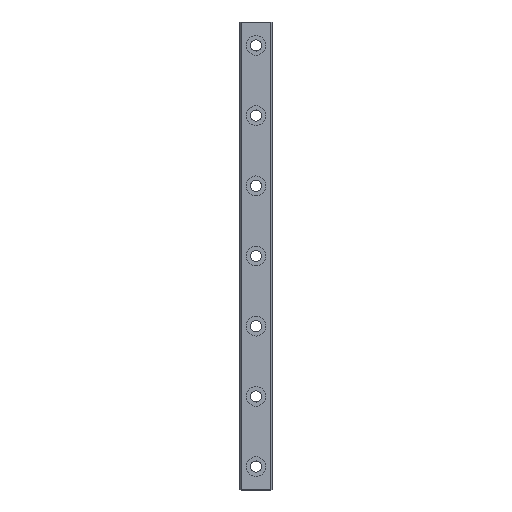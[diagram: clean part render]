
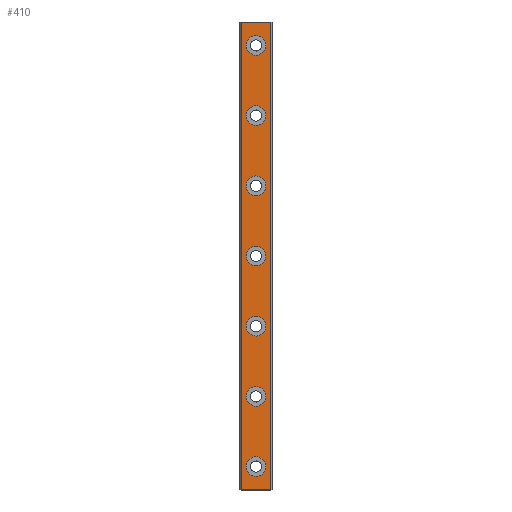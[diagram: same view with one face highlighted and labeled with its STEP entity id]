
A CAD part, top view. The second image highlights one B-rep face of the part: STEP entity #410.
In plain terms, the highlighted planar face has unit normal (0, 0, 1).
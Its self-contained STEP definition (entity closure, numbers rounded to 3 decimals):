
#410=ADVANCED_FACE('',(#828,#829,#830,#831,#832,#833,#834,#835),#836,.T.);
#828=FACE_BOUND('',#1258,.T.);
#829=FACE_BOUND('',#1259,.T.);
#830=FACE_BOUND('',#1260,.T.);
#831=FACE_BOUND('',#1261,.T.);
#832=FACE_BOUND('',#1262,.T.);
#833=FACE_BOUND('',#1263,.T.);
#834=FACE_BOUND('',#1264,.T.);
#835=FACE_OUTER_BOUND('',#1265,.T.);
#836=PLANE('',#1266);
#1258=EDGE_LOOP('',(#2389,#2390));
#1259=EDGE_LOOP('',(#2391,#2392));
#1260=EDGE_LOOP('',(#2393,#2394));
#1261=EDGE_LOOP('',(#2395,#2396));
#1262=EDGE_LOOP('',(#2397,#2398));
#1263=EDGE_LOOP('',(#2399,#2400));
#1264=EDGE_LOOP('',(#2401,#2402));
#1265=EDGE_LOOP('',(#2403,#2404,#2405,#2406));
#1266=AXIS2_PLACEMENT_3D('',#2407,#2408,#2409);
#2389=ORIENTED_EDGE('',*,*,#2618,.T.);
#2390=ORIENTED_EDGE('',*,*,#2930,.T.);
#2391=ORIENTED_EDGE('',*,*,#2608,.T.);
#2392=ORIENTED_EDGE('',*,*,#2937,.T.);
#2393=ORIENTED_EDGE('',*,*,#2598,.T.);
#2394=ORIENTED_EDGE('',*,*,#2944,.T.);
#2395=ORIENTED_EDGE('',*,*,#2588,.T.);
#2396=ORIENTED_EDGE('',*,*,#2951,.T.);
#2397=ORIENTED_EDGE('',*,*,#2578,.T.);
#2398=ORIENTED_EDGE('',*,*,#2958,.T.);
#2399=ORIENTED_EDGE('',*,*,#2568,.T.);
#2400=ORIENTED_EDGE('',*,*,#2965,.T.);
#2401=ORIENTED_EDGE('',*,*,#2558,.T.);
#2402=ORIENTED_EDGE('',*,*,#2972,.T.);
#2403=ORIENTED_EDGE('',*,*,#2912,.T.);
#2404=ORIENTED_EDGE('',*,*,#2998,.F.);
#2405=ORIENTED_EDGE('',*,*,#2794,.T.);
#2406=ORIENTED_EDGE('',*,*,#2996,.T.);
#2407=CARTESIAN_POINT('',(0.0,100.0,4.8));
#2408=DIRECTION('',(0.0,0.0,1.0));
#2409=DIRECTION('',(-1.0,0.0,0.0));
#2558=EDGE_CURVE('',#3050,#3047,#3051,.T.);
#2568=EDGE_CURVE('',#3068,#3065,#3069,.T.);
#2578=EDGE_CURVE('',#3086,#3083,#3087,.T.);
#2588=EDGE_CURVE('',#3104,#3101,#3105,.T.);
#2598=EDGE_CURVE('',#3122,#3119,#3123,.T.);
#2608=EDGE_CURVE('',#3140,#3137,#3141,.T.);
#2618=EDGE_CURVE('',#3158,#3155,#3159,.T.);
#2794=EDGE_CURVE('',#3429,#3427,#3430,.T.);
#2912=EDGE_CURVE('',#3618,#3616,#3619,.T.);
#2930=EDGE_CURVE('',#3155,#3158,#3646,.T.);
#2937=EDGE_CURVE('',#3137,#3140,#3653,.T.);
#2944=EDGE_CURVE('',#3119,#3122,#3660,.T.);
#2951=EDGE_CURVE('',#3101,#3104,#3667,.T.);
#2958=EDGE_CURVE('',#3083,#3086,#3674,.T.);
#2965=EDGE_CURVE('',#3065,#3068,#3681,.T.);
#2972=EDGE_CURVE('',#3047,#3050,#3688,.T.);
#2996=EDGE_CURVE('',#3427,#3618,#3712,.T.);
#2998=EDGE_CURVE('',#3429,#3616,#3714,.T.);
#3047=VERTEX_POINT('',#3767);
#3050=VERTEX_POINT('',#3771);
#3051=CIRCLE('',#3772,2.1);
#3065=VERTEX_POINT('',#3789);
#3068=VERTEX_POINT('',#3793);
#3069=CIRCLE('',#3794,2.1);
#3083=VERTEX_POINT('',#3811);
#3086=VERTEX_POINT('',#3815);
#3087=CIRCLE('',#3816,2.1);
#3101=VERTEX_POINT('',#3833);
#3104=VERTEX_POINT('',#3837);
#3105=CIRCLE('',#3838,2.1);
#3119=VERTEX_POINT('',#3855);
#3122=VERTEX_POINT('',#3859);
#3123=CIRCLE('',#3860,2.1);
#3137=VERTEX_POINT('',#3877);
#3140=VERTEX_POINT('',#3881);
#3141=CIRCLE('',#3882,2.1);
#3155=VERTEX_POINT('',#3899);
#3158=VERTEX_POINT('',#3903);
#3159=CIRCLE('',#3904,2.1);
#3427=VERTEX_POINT('',#4294);
#3429=VERTEX_POINT('',#4297);
#3430=LINE('',#4298,#4299);
#3616=VERTEX_POINT('',#4563);
#3618=VERTEX_POINT('',#4566);
#3619=LINE('',#4567,#4568);
#3646=CIRCLE('',#4599,2.1);
#3653=CIRCLE('',#4606,2.1);
#3660=CIRCLE('',#4613,2.1);
#3667=CIRCLE('',#4620,2.1);
#3674=CIRCLE('',#4627,2.1);
#3681=CIRCLE('',#4634,2.1);
#3688=CIRCLE('',#4641,2.1);
#3712=LINE('',#4676,#4677);
#3714=LINE('',#4679,#4680);
#3767=CARTESIAN_POINT('',(2.1,5.0,4.8));
#3771=CARTESIAN_POINT('',(-2.1,5.0,4.8));
#3772=AXIS2_PLACEMENT_3D('',#4740,#4741,#4742);
#3789=CARTESIAN_POINT('',(2.1,20.0,4.8));
#3793=CARTESIAN_POINT('',(-2.1,20.0,4.8));
#3794=AXIS2_PLACEMENT_3D('',#4756,#4757,#4758);
#3811=CARTESIAN_POINT('',(2.1,35.0,4.8));
#3815=CARTESIAN_POINT('',(-2.1,35.0,4.8));
#3816=AXIS2_PLACEMENT_3D('',#4772,#4773,#4774);
#3833=CARTESIAN_POINT('',(2.1,50.0,4.8));
#3837=CARTESIAN_POINT('',(-2.1,50.0,4.8));
#3838=AXIS2_PLACEMENT_3D('',#4788,#4789,#4790);
#3855=CARTESIAN_POINT('',(2.1,65.0,4.8));
#3859=CARTESIAN_POINT('',(-2.1,65.0,4.8));
#3860=AXIS2_PLACEMENT_3D('',#4804,#4805,#4806);
#3877=CARTESIAN_POINT('',(2.1,80.0,4.8));
#3881=CARTESIAN_POINT('',(-2.1,80.0,4.8));
#3882=AXIS2_PLACEMENT_3D('',#4820,#4821,#4822);
#3899=CARTESIAN_POINT('',(2.1,95.0,4.8));
#3903=CARTESIAN_POINT('',(-2.1,95.0,4.8));
#3904=AXIS2_PLACEMENT_3D('',#4836,#4837,#4838);
#4294=CARTESIAN_POINT('',(-3.2,100.0,4.8));
#4297=CARTESIAN_POINT('',(3.2,100.0,4.8));
#4298=CARTESIAN_POINT('',(3.2,100.0,4.8));
#4299=VECTOR('',#4992,1.0);
#4563=CARTESIAN_POINT('',(3.2,0.0,4.8));
#4566=CARTESIAN_POINT('',(-3.2,0.0,4.8));
#4567=CARTESIAN_POINT('',(3.2,0.0,4.8));
#4568=VECTOR('',#5114,1.0);
#4599=AXIS2_PLACEMENT_3D('',#5149,#5150,#5151);
#4606=AXIS2_PLACEMENT_3D('',#5161,#5162,#5163);
#4613=AXIS2_PLACEMENT_3D('',#5173,#5174,#5175);
#4620=AXIS2_PLACEMENT_3D('',#5185,#5186,#5187);
#4627=AXIS2_PLACEMENT_3D('',#5197,#5198,#5199);
#4634=AXIS2_PLACEMENT_3D('',#5209,#5210,#5211);
#4641=AXIS2_PLACEMENT_3D('',#5221,#5222,#5223);
#4676=CARTESIAN_POINT('',(-3.2,100.0,4.8));
#4677=VECTOR('',#5235,1.0);
#4679=CARTESIAN_POINT('',(3.2,100.0,4.8));
#4680=VECTOR('',#5236,1.0);
#4740=CARTESIAN_POINT('',(0.0,5.0,4.8));
#4741=DIRECTION('',(0.0,0.0,-1.0));
#4742=DIRECTION('',(1.0,0.0,0.0));
#4756=CARTESIAN_POINT('',(0.0,20.0,4.8));
#4757=DIRECTION('',(0.0,0.0,-1.0));
#4758=DIRECTION('',(1.0,0.0,0.0));
#4772=CARTESIAN_POINT('',(0.0,35.0,4.8));
#4773=DIRECTION('',(0.0,0.0,-1.0));
#4774=DIRECTION('',(1.0,0.0,0.0));
#4788=CARTESIAN_POINT('',(0.0,50.0,4.8));
#4789=DIRECTION('',(0.0,0.0,-1.0));
#4790=DIRECTION('',(1.0,0.0,0.0));
#4804=CARTESIAN_POINT('',(0.0,65.0,4.8));
#4805=DIRECTION('',(0.0,0.0,-1.0));
#4806=DIRECTION('',(1.0,0.0,0.0));
#4820=CARTESIAN_POINT('',(0.0,80.0,4.8));
#4821=DIRECTION('',(0.0,0.0,-1.0));
#4822=DIRECTION('',(1.0,0.0,0.0));
#4836=CARTESIAN_POINT('',(0.0,95.0,4.8));
#4837=DIRECTION('',(0.0,0.0,-1.0));
#4838=DIRECTION('',(1.0,0.0,0.0));
#4992=DIRECTION('',(-1.0,0.0,0.0));
#5114=DIRECTION('',(1.0,0.0,0.0));
#5149=CARTESIAN_POINT('',(0.0,95.0,4.8));
#5150=DIRECTION('',(0.0,0.0,-1.0));
#5151=DIRECTION('',(1.0,0.0,0.0));
#5161=CARTESIAN_POINT('',(0.0,80.0,4.8));
#5162=DIRECTION('',(0.0,0.0,-1.0));
#5163=DIRECTION('',(1.0,0.0,0.0));
#5173=CARTESIAN_POINT('',(0.0,65.0,4.8));
#5174=DIRECTION('',(0.0,0.0,-1.0));
#5175=DIRECTION('',(1.0,0.0,0.0));
#5185=CARTESIAN_POINT('',(0.0,50.0,4.8));
#5186=DIRECTION('',(0.0,0.0,-1.0));
#5187=DIRECTION('',(1.0,0.0,0.0));
#5197=CARTESIAN_POINT('',(0.0,35.0,4.8));
#5198=DIRECTION('',(0.0,0.0,-1.0));
#5199=DIRECTION('',(1.0,0.0,0.0));
#5209=CARTESIAN_POINT('',(0.0,20.0,4.8));
#5210=DIRECTION('',(0.0,0.0,-1.0));
#5211=DIRECTION('',(1.0,0.0,0.0));
#5221=CARTESIAN_POINT('',(0.0,5.0,4.8));
#5222=DIRECTION('',(0.0,0.0,-1.0));
#5223=DIRECTION('',(1.0,0.0,0.0));
#5235=DIRECTION('',(0.0,-1.0,0.0));
#5236=DIRECTION('',(0.0,-1.0,0.0));
